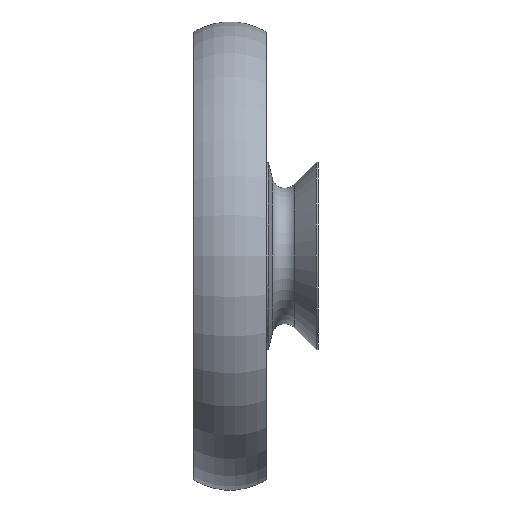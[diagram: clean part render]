
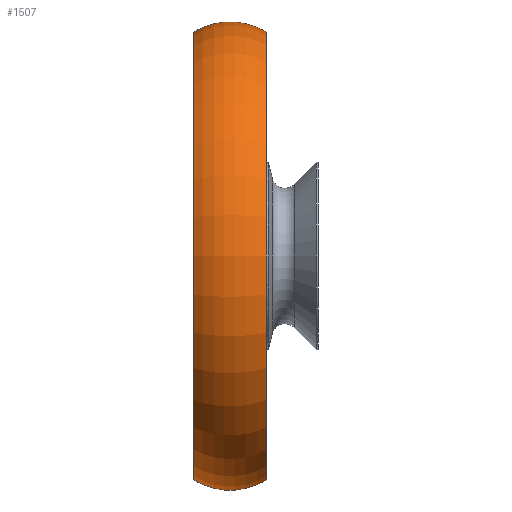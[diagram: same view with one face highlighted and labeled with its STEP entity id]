
A CAD part, front view. The second image highlights one B-rep face of the part: STEP entity #1507.
In plain terms, the highlighted toroidal (fillet/blend) face has major radius 15.875 mm and minor radius 6.625 mm.
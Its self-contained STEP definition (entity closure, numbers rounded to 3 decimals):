
#14=TOROIDAL_SURFACE('',#1607,15.875,6.625);
#169=FACE_OUTER_BOUND('',#239,.T.);
#239=EDGE_LOOP('',(#1093,#1094,#1095,#1096));
#668=CIRCLE('',#1608,21.5);
#669=CIRCLE('',#1609,6.625);
#670=CIRCLE('',#1610,21.5);
#716=VERTEX_POINT('',#2145);
#717=VERTEX_POINT('',#2147);
#866=EDGE_CURVE('',#716,#716,#668,.T.);
#867=EDGE_CURVE('',#716,#717,#669,.T.);
#868=EDGE_CURVE('',#717,#717,#670,.T.);
#1093=ORIENTED_EDGE('',*,*,#866,.T.);
#1094=ORIENTED_EDGE('',*,*,#867,.T.);
#1095=ORIENTED_EDGE('',*,*,#868,.F.);
#1096=ORIENTED_EDGE('',*,*,#867,.F.);
#1507=ADVANCED_FACE('',(#169),#14,.T.);
#1607=AXIS2_PLACEMENT_3D('',#2144,#1746,#1747);
#1608=AXIS2_PLACEMENT_3D('',#2146,#1748,#1749);
#1609=AXIS2_PLACEMENT_3D('',#2148,#1750,#1751);
#1610=AXIS2_PLACEMENT_3D('',#2149,#1752,#1753);
#1746=DIRECTION('center_axis',(1.,0.,0.));
#1747=DIRECTION('ref_axis',(0.,0.,-1.));
#1748=DIRECTION('center_axis',(-1.,0.,0.));
#1749=DIRECTION('ref_axis',(0.,0.,1.));
#1750=DIRECTION('center_axis',(0.,-1.,0.));
#1751=DIRECTION('ref_axis',(0.,0.,1.));
#1752=DIRECTION('center_axis',(-1.,0.,0.));
#1753=DIRECTION('ref_axis',(0.,0.,1.));
#2144=CARTESIAN_POINT('Origin',(-3.5,0.,0.));
#2145=CARTESIAN_POINT('',(0.,0.,21.5));
#2146=CARTESIAN_POINT('Origin',(0.,0.,0.));
#2147=CARTESIAN_POINT('',(-7.,0.,21.5));
#2148=CARTESIAN_POINT('Origin',(-3.5,0.,15.875));
#2149=CARTESIAN_POINT('Origin',(-7.,0.,0.));
